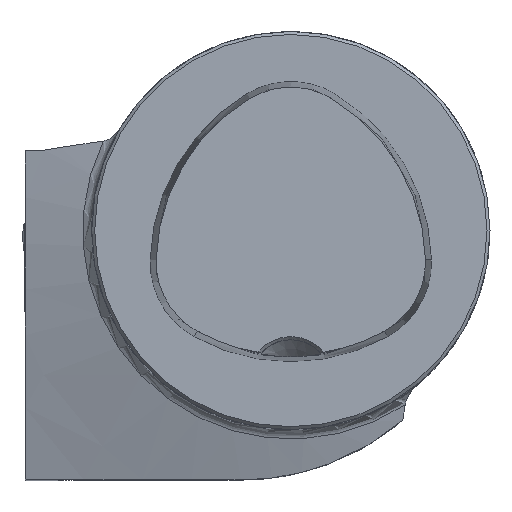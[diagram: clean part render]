
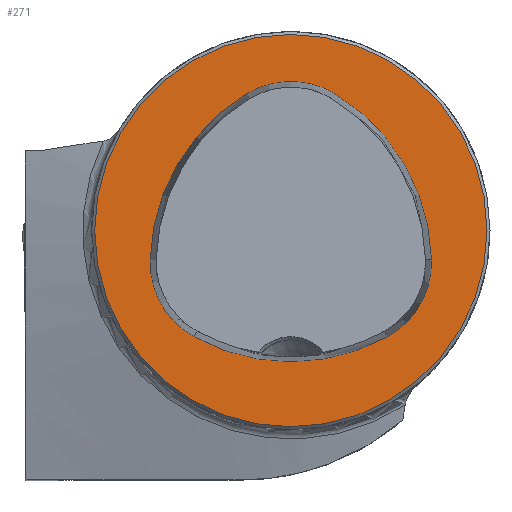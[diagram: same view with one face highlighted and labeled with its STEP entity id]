
A CAD part, top view. The second image highlights one B-rep face of the part: STEP entity #271.
In plain terms, the highlighted planar face has unit normal (0, 0, 1).
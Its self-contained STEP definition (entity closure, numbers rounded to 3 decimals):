
#124=FACE_BOUND('',#546,.T.);
#125=FACE_BOUND('',#547,.T.);
#217=CIRCLE('',#2226,20.063);
#219=CIRCLE('',#2229,20.063);
#220=CIRCLE('',#2230,8.563);
#221=CIRCLE('',#2231,20.063);
#222=CIRCLE('',#2232,8.563);
#223=CIRCLE('',#2233,8.563);
#224=CIRCLE('',#2234,19.7);
#271=ADVANCED_FACE('CU_E_LO_SU_1',(#124,#125),#372,.T.);
#372=PLANE('',#2235);
#546=EDGE_LOOP('',(#883,#884,#885,#886,#887,#888));
#547=EDGE_LOOP('',(#889));
#883=ORIENTED_EDGE('',*,*,#1632,.F.);
#884=ORIENTED_EDGE('',*,*,#1633,.F.);
#885=ORIENTED_EDGE('',*,*,#1634,.F.);
#886=ORIENTED_EDGE('',*,*,#1635,.F.);
#887=ORIENTED_EDGE('',*,*,#1629,.F.);
#888=ORIENTED_EDGE('',*,*,#1636,.F.);
#889=ORIENTED_EDGE('',*,*,#1637,.T.);
#1411=VERTEX_POINT('',#3591);
#1412=VERTEX_POINT('',#3593);
#1414=VERTEX_POINT('',#3599);
#1415=VERTEX_POINT('',#3600);
#1416=VERTEX_POINT('',#3602);
#1417=VERTEX_POINT('',#3604);
#1418=VERTEX_POINT('',#3608);
#1629=EDGE_CURVE('',#1411,#1412,#217,.T.);
#1632=EDGE_CURVE('',#1414,#1415,#219,.T.);
#1633=EDGE_CURVE('',#1416,#1414,#220,.T.);
#1634=EDGE_CURVE('',#1417,#1416,#221,.T.);
#1635=EDGE_CURVE('',#1412,#1417,#222,.T.);
#1636=EDGE_CURVE('',#1415,#1411,#223,.T.);
#1637=EDGE_CURVE('',#1418,#1418,#224,.T.);
#2226=AXIS2_PLACEMENT_3D('',#3592,#2537,#2538);
#2229=AXIS2_PLACEMENT_3D('',#3598,#2544,#2545);
#2230=AXIS2_PLACEMENT_3D('',#3601,#2546,#2547);
#2231=AXIS2_PLACEMENT_3D('',#3603,#2548,#2549);
#2232=AXIS2_PLACEMENT_3D('',#3605,#2550,#2551);
#2233=AXIS2_PLACEMENT_3D('',#3606,#2552,#2553);
#2234=AXIS2_PLACEMENT_3D('',#3607,#2554,#2555);
#2235=AXIS2_PLACEMENT_3D('',#3609,#2556,#2557);
#2537=DIRECTION('',(0.,0.,1.));
#2538=DIRECTION('',(1.,0.,0.));
#2544=DIRECTION('',(0.,0.,1.));
#2545=DIRECTION('',(1.,0.,0.));
#2546=DIRECTION('',(0.,0.,1.));
#2547=DIRECTION('',(1.,0.,0.));
#2548=DIRECTION('',(0.,0.,1.));
#2549=DIRECTION('',(1.,0.,0.));
#2550=DIRECTION('',(0.,0.,1.));
#2551=DIRECTION('',(1.,0.,0.));
#2552=DIRECTION('',(0.,0.,1.));
#2553=DIRECTION('',(1.,0.,0.));
#2554=DIRECTION('',(0.,0.,1.));
#2555=DIRECTION('',(1.,0.,0.));
#2556=DIRECTION('',(0.,0.,1.));
#2557=DIRECTION('',(1.,0.,0.));
#3591=CARTESIAN_POINT('',(-9.704,-10.66,0.));
#3592=CARTESIAN_POINT('',(0.,6.9,0.));
#3593=CARTESIAN_POINT('',(9.704,-10.66,0.));
#3598=CARTESIAN_POINT('',(5.934,-3.451,0.));
#3599=CARTESIAN_POINT('',(-4.418,13.735,0.));
#3600=CARTESIAN_POINT('',(-14.123,-2.953,0.));
#3601=CARTESIAN_POINT('',(0.,6.4,0.));
#3602=CARTESIAN_POINT('',(4.418,13.735,0.));
#3603=CARTESIAN_POINT('',(-5.934,-3.451,0.));
#3604=CARTESIAN_POINT('',(14.123,-2.953,0.));
#3605=CARTESIAN_POINT('',(5.562,-3.165,0.));
#3606=CARTESIAN_POINT('',(-5.562,-3.165,0.));
#3607=CARTESIAN_POINT('',(0.,0.,0.));
#3608=CARTESIAN_POINT('',(19.7,0.,0.));
#3609=CARTESIAN_POINT('',(0.,0.,0.));
